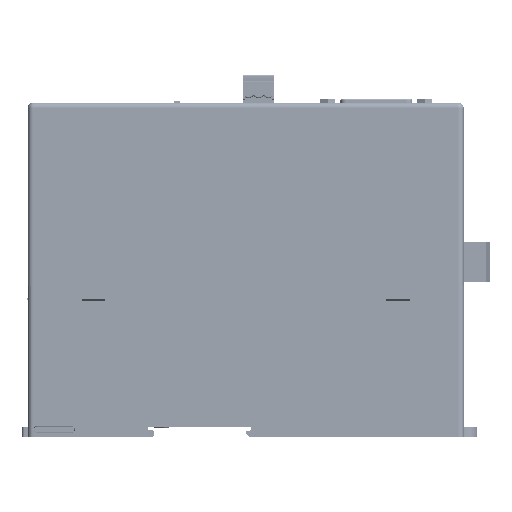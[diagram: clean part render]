
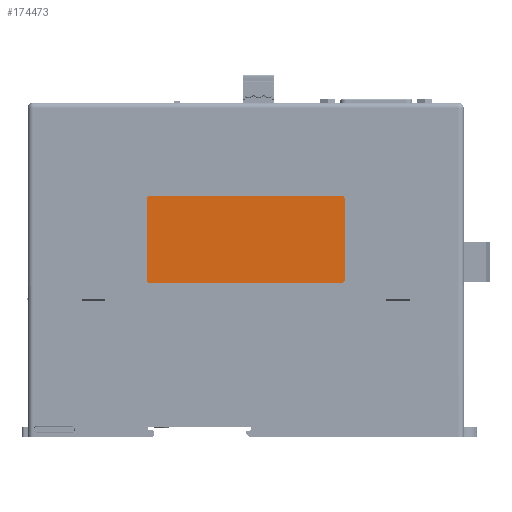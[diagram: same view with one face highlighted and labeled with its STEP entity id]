
A CAD part, left-side view. The second image highlights one B-rep face of the part: STEP entity #174473.
In plain terms, the highlighted planar face has unit normal (-1, 0, 0).
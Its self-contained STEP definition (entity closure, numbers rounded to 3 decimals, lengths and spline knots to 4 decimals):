
#2541 = VERTEX_POINT ( 'NONE', #41554 ) ;
#8693 = CARTESIAN_POINT ( 'NONE',  ( 0.0063, 3.7008, -2.4016 ) ) ;
#9134 = DIRECTION ( 'NONE',  ( 1., 0., 0. ) ) ;
#12290 = CARTESIAN_POINT ( 'NONE',  ( 0.0063, 3.6614, -1.2992 ) ) ;
#12551 = DIRECTION ( 'NONE',  ( 0., 0., -1. ) ) ;
#14544 = DIRECTION ( 'NONE',  ( 0., 1., 0. ) ) ;
#15887 = AXIS2_PLACEMENT_3D ( 'NONE', #161308, #9134, #54414 ) ;
#16253 = LINE ( 'NONE', #153962, #50399 ) ;
#18461 = CARTESIAN_POINT ( 'NONE',  ( 0.0063, 3.6614, -2.4016 ) ) ;
#20728 = EDGE_CURVE ( 'NONE', #156479, #79730, #128793, .T. ) ;
#25237 = CARTESIAN_POINT ( 'NONE',  ( 0.0063, 3.7008, -1.2598 ) ) ;
#25588 = CIRCLE ( 'NONE', #126855, 0.0394 ) ;
#26122 = VERTEX_POINT ( 'NONE', #64698 ) ;
#27235 = CARTESIAN_POINT ( 'NONE',  ( 0.0063, 1.0236, -1.2598 ) ) ;
#30629 = CARTESIAN_POINT ( 'NONE',  ( 0.0063, 1.063, -1.2992 ) ) ;
#35530 = VERTEX_POINT ( 'NONE', #162493 ) ;
#38791 = ORIENTED_EDGE ( 'NONE', *, *, #20728, .T. ) ;
#41554 = CARTESIAN_POINT ( 'NONE',  ( 0.0063, 1.063, -1.2598 ) ) ;
#43830 = ORIENTED_EDGE ( 'NONE', *, *, #70893, .T. ) ;
#43907 = DIRECTION ( 'NONE',  ( 1., 0., 0. ) ) ;
#47140 = CIRCLE ( 'NONE', #148336, 0.0394 ) ;
#50399 = VECTOR ( 'NONE', #69752, 39.3701 ) ;
#54414 = DIRECTION ( 'NONE',  ( 0., 0., 1. ) ) ;
#57617 = ORIENTED_EDGE ( 'NONE', *, *, #138066, .F. ) ;
#59309 = EDGE_CURVE ( 'NONE', #2541, #26122, #137741, .T. ) ;
#59948 = CARTESIAN_POINT ( 'NONE',  ( 0.0063, 1.0236, -2.4409 ) ) ;
#60840 = DIRECTION ( 'NONE',  ( 0., -1., 0. ) ) ;
#62677 = VECTOR ( 'NONE', #60840, 39.3701 ) ;
#64698 = CARTESIAN_POINT ( 'NONE',  ( 0.0063, 3.6614, -1.2598 ) ) ;
#67389 = ORIENTED_EDGE ( 'NONE', *, *, #96954, .F. ) ;
#67562 = DIRECTION ( 'NONE',  ( 1., 0., 0. ) ) ;
#68587 = VERTEX_POINT ( 'NONE', #84257 ) ;
#69752 = DIRECTION ( 'NONE',  ( 0., 0., 1. ) ) ;
#70244 = VERTEX_POINT ( 'NONE', #8693 ) ;
#70893 = EDGE_CURVE ( 'NONE', #94578, #70244, #162022, .T. ) ;
#73014 = CARTESIAN_POINT ( 'NONE',  ( 0.0063, 3.7008, -1.2992 ) ) ;
#79730 = VERTEX_POINT ( 'NONE', #134769 ) ;
#81267 = CIRCLE ( 'NONE', #130487, 0.0394 ) ;
#82504 = CIRCLE ( 'NONE', #15887, 0.0394 ) ;
#83035 = ORIENTED_EDGE ( 'NONE', *, *, #59309, .T. ) ;
#84150 = ORIENTED_EDGE ( 'NONE', *, *, #120248, .F. ) ;
#84257 = CARTESIAN_POINT ( 'NONE',  ( 0.0063, 1.0236, -1.2992 ) ) ;
#90745 = DIRECTION ( 'NONE',  ( 0., 0., -1. ) ) ;
#91134 = EDGE_CURVE ( 'NONE', #35530, #68587, #16253, .T. ) ;
#92583 = ORIENTED_EDGE ( 'NONE', *, *, #151591, .F. ) ;
#94578 = VERTEX_POINT ( 'NONE', #73014 ) ;
#96954 = EDGE_CURVE ( 'NONE', #156479, #70244, #25588, .T. ) ;
#98544 = VECTOR ( 'NONE', #12551, 39.3701 ) ;
#104298 = CARTESIAN_POINT ( 'NONE',  ( 0.0063, 1.0236, -2.4409 ) ) ;
#106065 = FACE_OUTER_BOUND ( 'NONE', #161116, .T. ) ;
#114803 = DIRECTION ( 'NONE',  ( 1., 0., 0. ) ) ;
#120248 = EDGE_CURVE ( 'NONE', #2541, #68587, #47140, .T. ) ;
#121675 = AXIS2_PLACEMENT_3D ( 'NONE', #104298, #171376, #90745 ) ;
#126855 = AXIS2_PLACEMENT_3D ( 'NONE', #18461, #43907, #157057 ) ;
#128793 = LINE ( 'NONE', #59948, #62677 ) ;
#130487 = AXIS2_PLACEMENT_3D ( 'NONE', #12290, #67562, #166254 ) ;
#134769 = CARTESIAN_POINT ( 'NONE',  ( 0.0063, 1.063, -2.4409 ) ) ;
#137741 = LINE ( 'NONE', #27235, #171663 ) ;
#138066 = EDGE_CURVE ( 'NONE', #94578, #26122, #81267, .T. ) ;
#138427 = DIRECTION ( 'NONE',  ( 0., 0., 1. ) ) ;
#146835 = PLANE ( 'NONE',  #121675 ) ;
#148336 = AXIS2_PLACEMENT_3D ( 'NONE', #30629, #114803, #138427 ) ;
#151591 = EDGE_CURVE ( 'NONE', #35530, #79730, #82504, .T. ) ;
#153962 = CARTESIAN_POINT ( 'NONE',  ( 0.0063, 1.0236, -1.2598 ) ) ;
#156479 = VERTEX_POINT ( 'NONE', #174419 ) ;
#157057 = DIRECTION ( 'NONE',  ( 0., 0., 1. ) ) ;
#158295 = ORIENTED_EDGE ( 'NONE', *, *, #91134, .T. ) ;
#161116 = EDGE_LOOP ( 'NONE', ( #83035, #57617, #43830, #67389, #38791, #92583, #158295, #84150 ) ) ;
#161308 = CARTESIAN_POINT ( 'NONE',  ( 0.0063, 1.063, -2.4016 ) ) ;
#162022 = LINE ( 'NONE', #25237, #98544 ) ;
#162493 = CARTESIAN_POINT ( 'NONE',  ( 0.0063, 1.0236, -2.4016 ) ) ;
#166254 = DIRECTION ( 'NONE',  ( 0., 0., 1. ) ) ;
#171376 = DIRECTION ( 'NONE',  ( 1., 0., 0. ) ) ;
#171663 = VECTOR ( 'NONE', #14544, 39.3701 ) ;
#174419 = CARTESIAN_POINT ( 'NONE',  ( 0.0063, 3.6614, -2.4409 ) ) ;
#174473 = ADVANCED_FACE ( 'NONE', ( #106065 ), #146835, .F. ) ;
